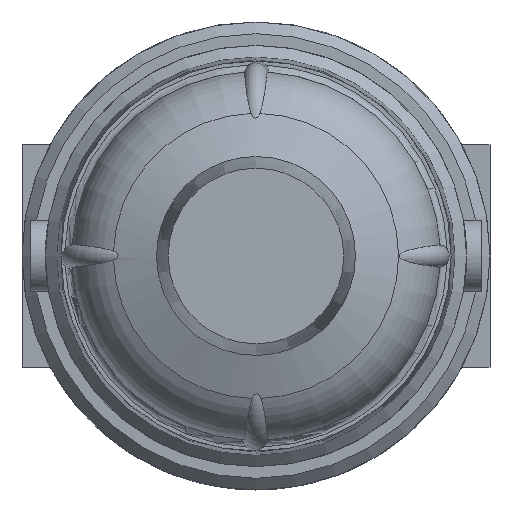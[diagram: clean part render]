
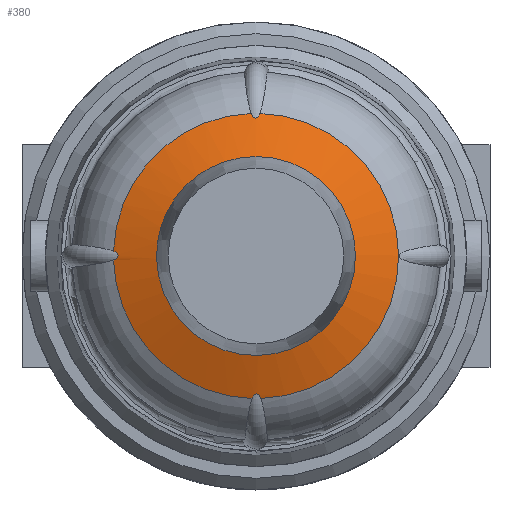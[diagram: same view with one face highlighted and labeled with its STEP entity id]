
A CAD part, front view. The second image highlights one B-rep face of the part: STEP entity #380.
In plain terms, the highlighted spherical face has radius 30 mm.
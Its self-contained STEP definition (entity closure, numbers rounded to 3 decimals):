
#380 = ADVANCED_FACE( '', ( #854, #855 ), #856, .T. );
#854 = FACE_OUTER_BOUND( '', #1344, .T. );
#855 = FACE_OUTER_BOUND( '', #1345, .T. );
#856 = SPHERICAL_SURFACE( '', #1346, 30. );
#1344 = EDGE_LOOP( '', ( #3062, #3063, #3064, #3065, #3066, #3067 ) );
#1345 = EDGE_LOOP( '', ( #3068 ) );
#1346 = AXIS2_PLACEMENT_3D( '', #3069, #3070, #3071 );
#3062 = ORIENTED_EDGE( '', *, *, #3728, .T. );
#3063 = ORIENTED_EDGE( '', *, *, #3695, .F. );
#3064 = ORIENTED_EDGE( '', *, *, #3679, .T. );
#3065 = ORIENTED_EDGE( '', *, *, #3603, .F. );
#3066 = ORIENTED_EDGE( '', *, *, #3729, .T. );
#3067 = ORIENTED_EDGE( '', *, *, #3614, .F. );
#3068 = ORIENTED_EDGE( '', *, *, #3727, .F. );
#3069 = CARTESIAN_POINT( '', ( 0., -33.229, 0. ) );
#3070 = DIRECTION( '', ( 0., -1., 0. ) );
#3071 = DIRECTION( '', ( 1., 0., 0. ) );
#3603 = EDGE_CURVE( '', #4455, #4457, #4458, .T. );
#3614 = EDGE_CURVE( '', #4476, #4478, #4479, .T. );
#3679 = EDGE_CURVE( '', #4597, #4457, #4598, .T. );
#3695 = EDGE_CURVE( '', #4597, #4623, #4624, .T. );
#3727 = EDGE_CURVE( '', #4668, #4668, #4669, .T. );
#3728 = EDGE_CURVE( '', #4476, #4623, #4670, .T. );
#3729 = EDGE_CURVE( '', #4455, #4478, #4671, .T. );
#4455 = VERTEX_POINT( '', #5840 );
#4457 = VERTEX_POINT( '', #5857 );
#4458 = B_SPLINE_CURVE_WITH_KNOTS( '', 3, ( #5858, #5859, #5860, #5861, #5862, #5863, #5864, #5865, #5866, #5867, #5868, #5869, #5870, #5871 ), .UNSPECIFIED., .F., .F., ( 4, 2, 2, 2, 2, 2, 4 ), ( 0., 0., 0., 0.001, 0.001, 0.001, 0.001 ), .UNSPECIFIED. );
#4476 = VERTEX_POINT( '', #5928 );
#4478 = VERTEX_POINT( '', #5945 );
#4479 = B_SPLINE_CURVE_WITH_KNOTS( '', 3, ( #5946, #5947, #5948, #5949, #5950, #5951, #5952, #5953, #5954, #5955, #5956, #5957, #5958, #5959 ), .UNSPECIFIED., .F., .F., ( 4, 2, 2, 2, 2, 2, 4 ), ( 0., 0., 0., 0.001, 0.001, 0.001, 0.001 ), .UNSPECIFIED. );
#4597 = VERTEX_POINT( '', #6190 );
#4598 = CIRCLE( '', #6191, 12.188 );
#4623 = VERTEX_POINT( '', #6327 );
#4624 = B_SPLINE_CURVE_WITH_KNOTS( '', 3, ( #6328, #6329, #6330, #6331, #6332, #6333, #6334, #6335, #6336, #6337, #6338, #6339, #6340, #6341 ), .UNSPECIFIED., .F., .F., ( 4, 2, 2, 2, 2, 2, 4 ), ( 0., 0., 0., 0.001, 0.001, 0.001, 0.001 ), .UNSPECIFIED. );
#4668 = VERTEX_POINT( '', #6476 );
#4669 = CIRCLE( '', #6477, 8.5 );
#4670 = CIRCLE( '', #6478, 12.188 );
#4671 = CIRCLE( '', #6479, 12.188 );
#5840 = CARTESIAN_POINT( '', ( -0.414, -60.642, 12.18 ) );
#5857 = CARTESIAN_POINT( '', ( 0.339, -60.642, 12.183 ) );
#5858 = CARTESIAN_POINT( '', ( -0.414, -60.642, 12.18 ) );
#5859 = CARTESIAN_POINT( '', ( -0.382, -60.682, 12.091 ) );
#5860 = CARTESIAN_POINT( '', ( -0.342, -60.722, 12.003 ) );
#5861 = CARTESIAN_POINT( '', ( -0.256, -60.773, 11.887 ) );
#5862 = CARTESIAN_POINT( '', ( -0.222, -60.789, 11.85 ) );
#5863 = CARTESIAN_POINT( '', ( -0.14, -60.814, 11.792 ) );
#5864 = CARTESIAN_POINT( '', ( -0.09, -60.823, 11.772 ) );
#5865 = CARTESIAN_POINT( '', ( 0.014, -60.823, 11.773 ) );
#5866 = CARTESIAN_POINT( '', ( 0.064, -60.814, 11.793 ) );
#5867 = CARTESIAN_POINT( '', ( 0.146, -60.789, 11.851 ) );
#5868 = CARTESIAN_POINT( '', ( 0.18, -60.773, 11.888 ) );
#5869 = CARTESIAN_POINT( '', ( 0.267, -60.721, 12.006 ) );
#5870 = CARTESIAN_POINT( '', ( 0.307, -60.682, 12.093 ) );
#5871 = CARTESIAN_POINT( '', ( 0.339, -60.642, 12.183 ) );
#5928 = CARTESIAN_POINT( '', ( 0.414, -60.642, -12.18 ) );
#5945 = CARTESIAN_POINT( '', ( -0.339, -60.642, -12.183 ) );
#5946 = CARTESIAN_POINT( '', ( 0.414, -60.642, -12.18 ) );
#5947 = CARTESIAN_POINT( '', ( 0.382, -60.682, -12.091 ) );
#5948 = CARTESIAN_POINT( '', ( 0.342, -60.722, -12.003 ) );
#5949 = CARTESIAN_POINT( '', ( 0.256, -60.773, -11.887 ) );
#5950 = CARTESIAN_POINT( '', ( 0.222, -60.789, -11.85 ) );
#5951 = CARTESIAN_POINT( '', ( 0.14, -60.814, -11.792 ) );
#5952 = CARTESIAN_POINT( '', ( 0.09, -60.823, -11.772 ) );
#5953 = CARTESIAN_POINT( '', ( -0.014, -60.823, -11.773 ) );
#5954 = CARTESIAN_POINT( '', ( -0.064, -60.814, -11.793 ) );
#5955 = CARTESIAN_POINT( '', ( -0.146, -60.789, -11.851 ) );
#5956 = CARTESIAN_POINT( '', ( -0.18, -60.773, -11.888 ) );
#5957 = CARTESIAN_POINT( '', ( -0.267, -60.721, -12.006 ) );
#5958 = CARTESIAN_POINT( '', ( -0.307, -60.682, -12.093 ) );
#5959 = CARTESIAN_POINT( '', ( -0.339, -60.642, -12.183 ) );
#6190 = CARTESIAN_POINT( '', ( 12.183, -60.642, 0.339 ) );
#6191 = AXIS2_PLACEMENT_3D( '', #7377, #7378, #7379 );
#6327 = CARTESIAN_POINT( '', ( 12.18, -60.642, -0.414 ) );
#6328 = CARTESIAN_POINT( '', ( 12.183, -60.642, 0.339 ) );
#6329 = CARTESIAN_POINT( '', ( 12.093, -60.682, 0.307 ) );
#6330 = CARTESIAN_POINT( '', ( 12.005, -60.721, 0.266 ) );
#6331 = CARTESIAN_POINT( '', ( 11.889, -60.772, 0.181 ) );
#6332 = CARTESIAN_POINT( '', ( 11.853, -60.788, 0.148 ) );
#6333 = CARTESIAN_POINT( '', ( 11.794, -60.814, 0.066 ) );
#6334 = CARTESIAN_POINT( '', ( 11.773, -60.823, 0.016 ) );
#6335 = CARTESIAN_POINT( '', ( 11.772, -60.823, -0.088 ) );
#6336 = CARTESIAN_POINT( '', ( 11.791, -60.815, -0.138 ) );
#6337 = CARTESIAN_POINT( '', ( 11.849, -60.789, -0.221 ) );
#6338 = CARTESIAN_POINT( '', ( 11.886, -60.773, -0.255 ) );
#6339 = CARTESIAN_POINT( '', ( 12.003, -60.721, -0.342 ) );
#6340 = CARTESIAN_POINT( '', ( 12.091, -60.683, -0.382 ) );
#6341 = CARTESIAN_POINT( '', ( 12.18, -60.642, -0.414 ) );
#6476 = CARTESIAN_POINT( '', ( 0., -62., -8.5 ) );
#6477 = AXIS2_PLACEMENT_3D( '', #7424, #7425, #7426 );
#6478 = AXIS2_PLACEMENT_3D( '', #7427, #7428, #7429 );
#6479 = AXIS2_PLACEMENT_3D( '', #7430, #7431, #7432 );
#7377 = CARTESIAN_POINT( '', ( 0., -60.642, 0. ) );
#7378 = DIRECTION( '', ( 0., -1., 0. ) );
#7379 = DIRECTION( '', ( 0., 0., -1. ) );
#7424 = CARTESIAN_POINT( '', ( 0., -62., 0. ) );
#7425 = DIRECTION( '', ( 0., -1., 0. ) );
#7426 = DIRECTION( '', ( 0., 0., -1. ) );
#7427 = CARTESIAN_POINT( '', ( 0., -60.642, 0. ) );
#7428 = DIRECTION( '', ( 0., -1., 0. ) );
#7429 = DIRECTION( '', ( 0., 0., -1. ) );
#7430 = CARTESIAN_POINT( '', ( 0., -60.642, 0. ) );
#7431 = DIRECTION( '', ( 0., -1., 0. ) );
#7432 = DIRECTION( '', ( 0., 0., -1. ) );
